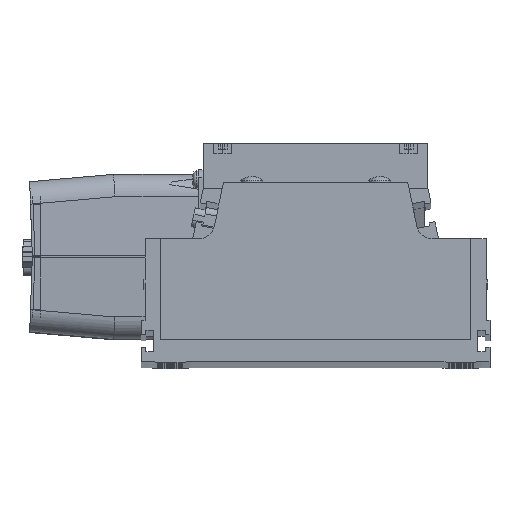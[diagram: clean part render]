
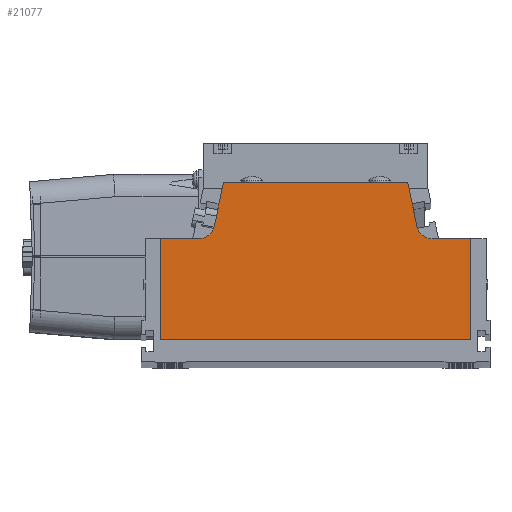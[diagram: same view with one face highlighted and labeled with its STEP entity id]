
A CAD part, top view. The second image highlights one B-rep face of the part: STEP entity #21077.
In plain terms, the highlighted planar face has unit normal (0, 0, 1).
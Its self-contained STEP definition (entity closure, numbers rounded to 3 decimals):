
#32 = CARTESIAN_POINT ( 'NONE',  ( 30.049, 7., 972.5 ) ) ;
#167 = ORIENTED_EDGE ( 'NONE', *, *, #11641, .T. ) ;
#409 = DIRECTION ( 'NONE',  ( -1., 0., 0. ) ) ;
#630 = VECTOR ( 'NONE', #3080, 1000. ) ;
#688 = EDGE_CURVE ( 'NONE', #13700, #6682, #10324, .T. ) ;
#837 = EDGE_CURVE ( 'NONE', #12931, #30586, #29051, .T. ) ;
#1322 = EDGE_CURVE ( 'NONE', #7147, #7889, #3445, .T. ) ;
#1550 = DIRECTION ( 'NONE',  ( 0., -1., 0. ) ) ;
#2388 = EDGE_CURVE ( 'NONE', #20742, #13700, #9396, .T. ) ;
#3080 = DIRECTION ( 'NONE',  ( -1., 0., 0. ) ) ;
#3245 = VECTOR ( 'NONE', #5636, 1000. ) ;
#3341 = CARTESIAN_POINT ( 'NONE',  ( -23.784, 17.45, 972.5 ) ) ;
#3445 = LINE ( 'NONE', #8152, #8404 ) ;
#3824 = CARTESIAN_POINT ( 'NONE',  ( -40., -23.13, 972.5 ) ) ;
#4448 = DIRECTION ( 'NONE',  ( -1., 0., 0. ) ) ;
#4674 = CARTESIAN_POINT ( 'NONE',  ( -23.784, 17.45, 972.5 ) ) ;
#5636 = DIRECTION ( 'NONE',  ( 0.204, 0.979, 0. ) ) ;
#5915 = VECTOR ( 'NONE', #1550, 1000. ) ;
#6682 = VERTEX_POINT ( 'NONE', #21925 ) ;
#6830 = EDGE_CURVE ( 'NONE', #15253, #7147, #21559, .T. ) ;
#6870 = ORIENTED_EDGE ( 'NONE', *, *, #1322, .F. ) ;
#6888 = AXIS2_PLACEMENT_3D ( 'NONE', #28583, #8889, #9968 ) ;
#7147 = VERTEX_POINT ( 'NONE', #20136 ) ;
#7561 = ORIENTED_EDGE ( 'NONE', *, *, #23320, .T. ) ;
#7889 = VERTEX_POINT ( 'NONE', #20960 ) ;
#8152 = CARTESIAN_POINT ( 'NONE',  ( 23.784, 17.45, 972.5 ) ) ;
#8206 = EDGE_CURVE ( 'NONE', #12931, #13835, #29084, .T. ) ;
#8270 = DIRECTION ( 'NONE',  ( -1., 0., 0. ) ) ;
#8404 = VECTOR ( 'NONE', #10372, 1000. ) ;
#8855 = VECTOR ( 'NONE', #13384, 1000. ) ;
#8889 = DIRECTION ( 'NONE',  ( 0., 0., -1. ) ) ;
#9191 = CIRCLE ( 'NONE', #10207, 4. ) ;
#9396 = CIRCLE ( 'NONE', #6888, 4. ) ;
#9968 = DIRECTION ( 'NONE',  ( -1., 0., 0. ) ) ;
#10122 = DIRECTION ( 'NONE',  ( 0., 0., -1. ) ) ;
#10207 = AXIS2_PLACEMENT_3D ( 'NONE', #32, #26197, #4448 ) ;
#10259 = ORIENTED_EDGE ( 'NONE', *, *, #8206, .T. ) ;
#10324 = LINE ( 'NONE', #22489, #12937 ) ;
#10372 = DIRECTION ( 'NONE',  ( 0.204, -0.979, 0. ) ) ;
#10468 = CARTESIAN_POINT ( 'NONE',  ( -40., 3., 972.5 ) ) ;
#11641 = EDGE_CURVE ( 'NONE', #13835, #7889, #9191, .T. ) ;
#12702 = CARTESIAN_POINT ( 'NONE',  ( -26.797, 3., 972.5 ) ) ;
#12931 = VERTEX_POINT ( 'NONE', #22699 ) ;
#12937 = VECTOR ( 'NONE', #8270, 1000. ) ;
#13384 = DIRECTION ( 'NONE',  ( -1., 0., 0. ) ) ;
#13700 = VERTEX_POINT ( 'NONE', #29055 ) ;
#13835 = VERTEX_POINT ( 'NONE', #20861 ) ;
#13872 = VERTEX_POINT ( 'NONE', #21328 ) ;
#14748 = LINE ( 'NONE', #12702, #3245 ) ;
#15253 = VERTEX_POINT ( 'NONE', #3341 ) ;
#15564 = VECTOR ( 'NONE', #19066, 1000. ) ;
#15985 = CARTESIAN_POINT ( 'NONE',  ( -40., 84.488, 972.5 ) ) ;
#17174 = DIRECTION ( 'NONE',  ( 0., -1., 0. ) ) ;
#17218 = CARTESIAN_POINT ( 'NONE',  ( 40., -23.13, 972.5 ) ) ;
#17245 = EDGE_LOOP ( 'NONE', ( #27222, #10259, #167, #6870, #24327, #18592, #30368, #23215, #7561, #28722 ) ) ;
#17497 = EDGE_CURVE ( 'NONE', #30586, #13872, #25268, .T. ) ;
#18592 = ORIENTED_EDGE ( 'NONE', *, *, #28930, .F. ) ;
#19066 = DIRECTION ( 'NONE',  ( 1., 0., 0. ) ) ;
#19817 = PLANE ( 'NONE',  #21790 ) ;
#20136 = CARTESIAN_POINT ( 'NONE',  ( 23.784, 17.45, 972.5 ) ) ;
#20742 = VERTEX_POINT ( 'NONE', #25470 ) ;
#20861 = CARTESIAN_POINT ( 'NONE',  ( 30.049, 3., 972.5 ) ) ;
#20960 = CARTESIAN_POINT ( 'NONE',  ( 26.133, 6.184, 972.5 ) ) ;
#21077 = ADVANCED_FACE ( 'NONE', ( #22322 ), #19817, .F. ) ;
#21328 = CARTESIAN_POINT ( 'NONE',  ( -40., -23.13, 972.5 ) ) ;
#21559 = LINE ( 'NONE', #4674, #15564 ) ;
#21790 = AXIS2_PLACEMENT_3D ( 'NONE', #27333, #10122, #409 ) ;
#21925 = CARTESIAN_POINT ( 'NONE',  ( -40., 3., 972.5 ) ) ;
#22322 = FACE_OUTER_BOUND ( 'NONE', #17245, .T. ) ;
#22489 = CARTESIAN_POINT ( 'NONE',  ( -40., 3., 972.5 ) ) ;
#22699 = CARTESIAN_POINT ( 'NONE',  ( 40., 3., 972.5 ) ) ;
#23215 = ORIENTED_EDGE ( 'NONE', *, *, #688, .T. ) ;
#23320 = EDGE_CURVE ( 'NONE', #6682, #13872, #27263, .T. ) ;
#24327 = ORIENTED_EDGE ( 'NONE', *, *, #6830, .F. ) ;
#24431 = VECTOR ( 'NONE', #17174, 1000. ) ;
#25268 = LINE ( 'NONE', #3824, #8855 ) ;
#25470 = CARTESIAN_POINT ( 'NONE',  ( -26.133, 6.184, 972.5 ) ) ;
#26197 = DIRECTION ( 'NONE',  ( 0., 0., -1. ) ) ;
#26709 = CARTESIAN_POINT ( 'NONE',  ( 40., 84.488, 972.5 ) ) ;
#27222 = ORIENTED_EDGE ( 'NONE', *, *, #837, .F. ) ;
#27263 = LINE ( 'NONE', #15985, #5915 ) ;
#27333 = CARTESIAN_POINT ( 'NONE',  ( -40., 84.488, 972.5 ) ) ;
#28583 = CARTESIAN_POINT ( 'NONE',  ( -30.049, 7., 972.5 ) ) ;
#28722 = ORIENTED_EDGE ( 'NONE', *, *, #17497, .F. ) ;
#28930 = EDGE_CURVE ( 'NONE', #20742, #15253, #14748, .T. ) ;
#29051 = LINE ( 'NONE', #26709, #24431 ) ;
#29055 = CARTESIAN_POINT ( 'NONE',  ( -30.049, 3., 972.5 ) ) ;
#29084 = LINE ( 'NONE', #10468, #630 ) ;
#30368 = ORIENTED_EDGE ( 'NONE', *, *, #2388, .T. ) ;
#30586 = VERTEX_POINT ( 'NONE', #17218 ) ;
